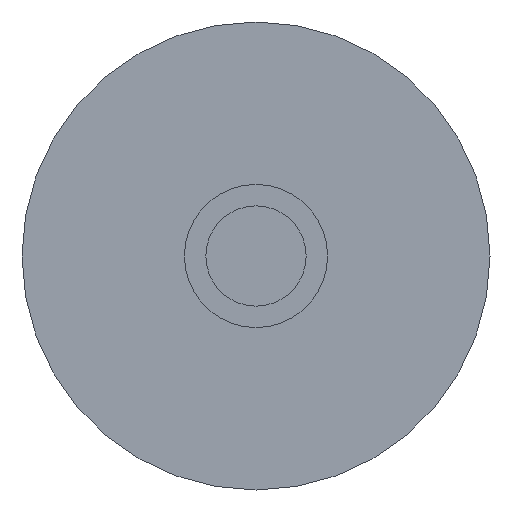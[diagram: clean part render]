
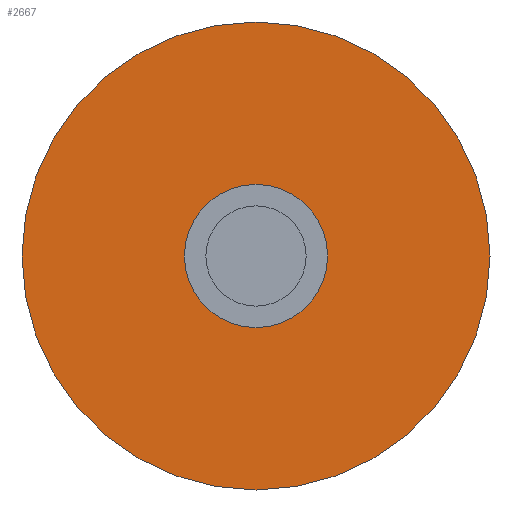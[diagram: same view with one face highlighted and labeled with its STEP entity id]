
A CAD part, front view. The second image highlights one B-rep face of the part: STEP entity #2667.
In plain terms, the highlighted planar face has unit normal (0, -1, 0).
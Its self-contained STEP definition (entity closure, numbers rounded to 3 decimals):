
#205 = VERTEX_POINT ( 'NONE', #2587 ) ;
#209 = VERTEX_POINT ( 'NONE', #2586 ) ;
#293 = DIRECTION ( 'NONE',  ( 0., 0., -1. ) ) ;
#294 = DIRECTION ( 'NONE',  ( 0., -1., 0. ) ) ;
#295 = CARTESIAN_POINT ( 'NONE',  ( 0., 0., 0. ) ) ;
#296 = AXIS2_PLACEMENT_3D ( 'NONE', #295, #294, #293 ) ;
#297 = CIRCLE ( 'NONE', #296, 15. ) ;
#970 = DIRECTION ( 'NONE',  ( 0., 0., 1. ) ) ;
#971 = DIRECTION ( 'NONE',  ( 0., 1., 0. ) ) ;
#972 = CARTESIAN_POINT ( 'NONE',  ( -15., 0., 0. ) ) ;
#973 = AXIS2_PLACEMENT_3D ( 'NONE', #972, #971, #970 ) ;
#974 = CARTESIAN_POINT ( 'NONE',  ( 0., 0., 0. ) ) ;
#981 = PLANE ( 'NONE',  #973 ) ;
#982 = FACE_OUTER_BOUND ( 'NONE', #2157, .T. ) ;
#983 = FACE_BOUND ( 'NONE', #1830, .T. ) ;
#1015 = CARTESIAN_POINT ( 'NONE',  ( 0., 0., -15. ) ) ;
#1028 = DIRECTION ( 'NONE',  ( 0., 0., -1. ) ) ;
#1029 = DIRECTION ( 'NONE',  ( 0., -1., 0. ) ) ;
#1030 = AXIS2_PLACEMENT_3D ( 'NONE', #974, #1029, #1028 ) ;
#1031 = CIRCLE ( 'NONE', #1030, 49. ) ;
#1045 = DIRECTION ( 'NONE',  ( 0., 0., -1. ) ) ;
#1046 = DIRECTION ( 'NONE',  ( 0., -1., 0. ) ) ;
#1047 = CARTESIAN_POINT ( 'NONE',  ( 0., 0., 0. ) ) ;
#1048 = AXIS2_PLACEMENT_3D ( 'NONE', #1047, #1046, #1045 ) ;
#1049 = CIRCLE ( 'NONE', #1048, 15. ) ;
#1050 = CARTESIAN_POINT ( 'NONE',  ( 0., 0., 15. ) ) ;
#1057 = DIRECTION ( 'NONE',  ( 0., 0., -1. ) ) ;
#1058 = DIRECTION ( 'NONE',  ( 0., -1., 0. ) ) ;
#1059 = CARTESIAN_POINT ( 'NONE',  ( 0., 0., 0. ) ) ;
#1060 = AXIS2_PLACEMENT_3D ( 'NONE', #1059, #1058, #1057 ) ;
#1061 = CIRCLE ( 'NONE', #1060, 49. ) ;
#1830 = EDGE_LOOP ( 'NONE', ( #2397, #2245 ) ) ;
#1833 = EDGE_CURVE ( 'NONE', #2693, #2704, #297, .T. ) ;
#2157 = EDGE_LOOP ( 'NONE', ( #2161, #2685 ) ) ;
#2161 = ORIENTED_EDGE ( 'NONE', *, *, #2700, .T. ) ;
#2245 = ORIENTED_EDGE ( 'NONE', *, *, #2706, .F. ) ;
#2397 = ORIENTED_EDGE ( 'NONE', *, *, #1833, .F. ) ;
#2586 = CARTESIAN_POINT ( 'NONE',  ( 0., 0., 49. ) ) ;
#2587 = CARTESIAN_POINT ( 'NONE',  ( 0., 0., -49. ) ) ;
#2667 = ADVANCED_FACE ( 'NONE', ( #983, #982 ), #981, .F. ) ;
#2685 = ORIENTED_EDGE ( 'NONE', *, *, #2687, .T. ) ;
#2687 = EDGE_CURVE ( 'NONE', #209, #205, #1031, .T. ) ;
#2693 = VERTEX_POINT ( 'NONE', #1015 ) ;
#2700 = EDGE_CURVE ( 'NONE', #205, #209, #1061, .T. ) ;
#2704 = VERTEX_POINT ( 'NONE', #1050 ) ;
#2706 = EDGE_CURVE ( 'NONE', #2704, #2693, #1049, .T. ) ;
